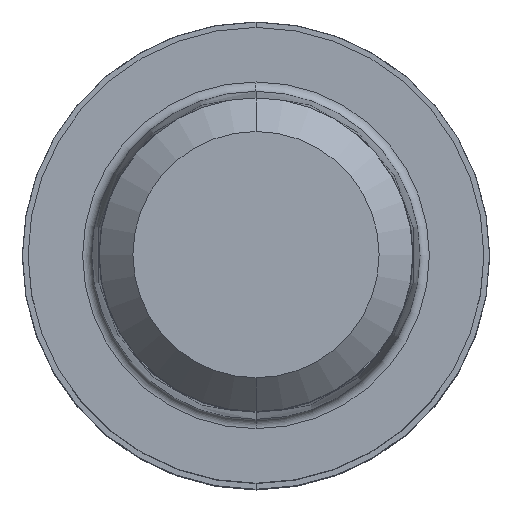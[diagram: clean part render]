
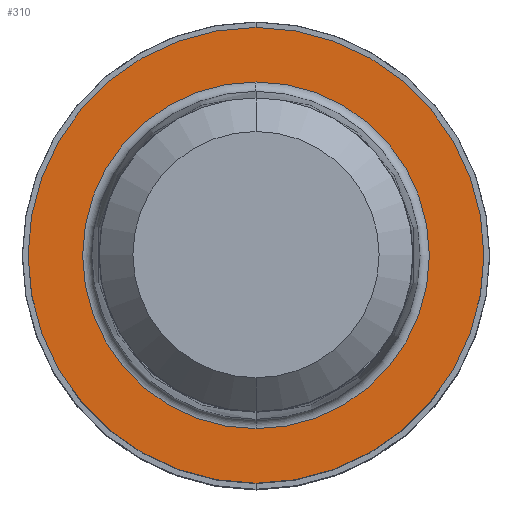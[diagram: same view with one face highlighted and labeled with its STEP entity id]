
A CAD part, top view. The second image highlights one B-rep face of the part: STEP entity #310.
In plain terms, the highlighted planar face has unit normal (0, 0, 1).
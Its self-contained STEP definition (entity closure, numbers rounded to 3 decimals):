
#190=EDGE_CURVE('',#376,#242,#483,.T.);
#222=EDGE_CURVE('',#268,#392,#524,.T.);
#242=VERTEX_POINT('',#547);
#268=VERTEX_POINT('',#574);
#290=EDGE_CURVE('',#392,#268,#599,.T.);
#310=ADVANCED_FACE('',(#621,#622),#623,.T.);
#328=EDGE_CURVE('',#242,#376,#641,.T.);
#376=VERTEX_POINT('',#697);
#392=VERTEX_POINT('',#715);
#483=CIRCLE('',#809,5.85);
#524=CIRCLE('',#859,4.45);
#547=CARTESIAN_POINT('',(0.0,5.85,0.01));
#574=CARTESIAN_POINT('',(0.,-4.45,0.01));
#599=CIRCLE('',#960,4.45);
#621=FACE_OUTER_BOUND('',#986,.T.);
#622=FACE_BOUND('',#987,.T.);
#623=PLANE('',#988);
#641=CIRCLE('',#1011,5.85);
#697=CARTESIAN_POINT('',(0.,-5.85,0.01));
#715=CARTESIAN_POINT('',(0.0,4.45,0.01));
#809=AXIS2_PLACEMENT_3D('',#1205,#1206,#1207);
#859=AXIS2_PLACEMENT_3D('',#1270,#1271,#1272);
#960=AXIS2_PLACEMENT_3D('',#1356,#1357,#1358);
#986=EDGE_LOOP('',(#1387,#1388));
#987=EDGE_LOOP('',(#1389,#1390));
#988=AXIS2_PLACEMENT_3D('',#1391,#1392,#1393);
#1011=AXIS2_PLACEMENT_3D('',#1405,#1406,#1407);
#1205=CARTESIAN_POINT('',(0.0,0.0,0.01));
#1206=DIRECTION('',(0.0,0.0,-1.0));
#1207=DIRECTION('',(0.0,1.0,0.0));
#1270=CARTESIAN_POINT('',(0.0,0.0,0.01));
#1271=DIRECTION('',(0.0,0.0,-1.0));
#1272=DIRECTION('',(0.0,1.0,0.0));
#1356=CARTESIAN_POINT('',(0.0,0.0,0.01));
#1357=DIRECTION('',(0.0,0.0,-1.0));
#1358=DIRECTION('',(0.0,1.0,0.0));
#1387=ORIENTED_EDGE('',*,*,#328,.F.);
#1388=ORIENTED_EDGE('',*,*,#190,.F.);
#1389=ORIENTED_EDGE('',*,*,#290,.T.);
#1390=ORIENTED_EDGE('',*,*,#222,.T.);
#1391=CARTESIAN_POINT('',(0.0,2.925,0.01));
#1392=DIRECTION('',(-0.0,0.0,1.0));
#1393=DIRECTION('',(0.0,-1.0,0.0));
#1405=CARTESIAN_POINT('',(0.0,0.0,0.01));
#1406=DIRECTION('',(0.0,0.0,-1.0));
#1407=DIRECTION('',(0.0,1.0,0.0));
